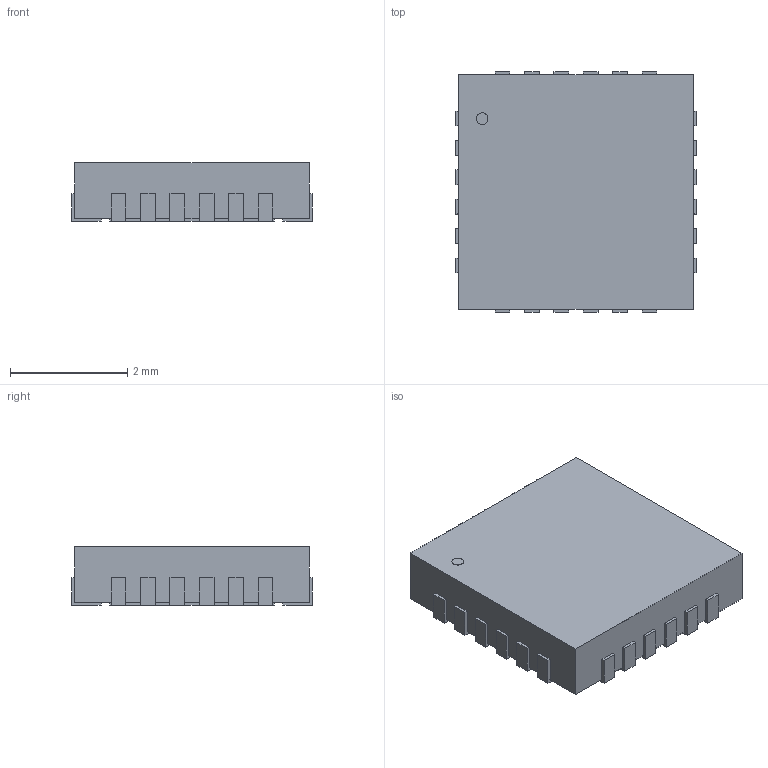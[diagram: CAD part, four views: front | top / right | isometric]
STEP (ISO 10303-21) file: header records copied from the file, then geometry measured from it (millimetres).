
FILE_DESCRIPTION(('STEP AP214'),'1');
FILE_NAME('HCP_24_2_ADI','2023-03-15T08:48:01',(''),(''),'','','');
FILE_SCHEMA(('AUTOMOTIVE_DESIGN'));
Length unit declared in the file: millimetre
Products named in the file (1): product
Bounding box: 4.1 x 4.1 x 1 mm (x, y, z)
Volume: 15.9 mm3; surface area: 77.4 mm2
Topology: 27 solids, 27 shells, 207 faces, 459 edges, 306 vertices
Faces by surface type: plane 206, cylinder 1
Full cylindrical faces by diameter (mm): 0.2 x1
Entity records: 5344 total; most frequent: ORIENTED_EDGE 916, DIRECTION 878, CARTESIAN_POINT 517, EDGE_CURVE 458, LINE 456, VECTOR 456, VERTEX_POINT 306, AXIS2_PLACEMENT_3D 211
